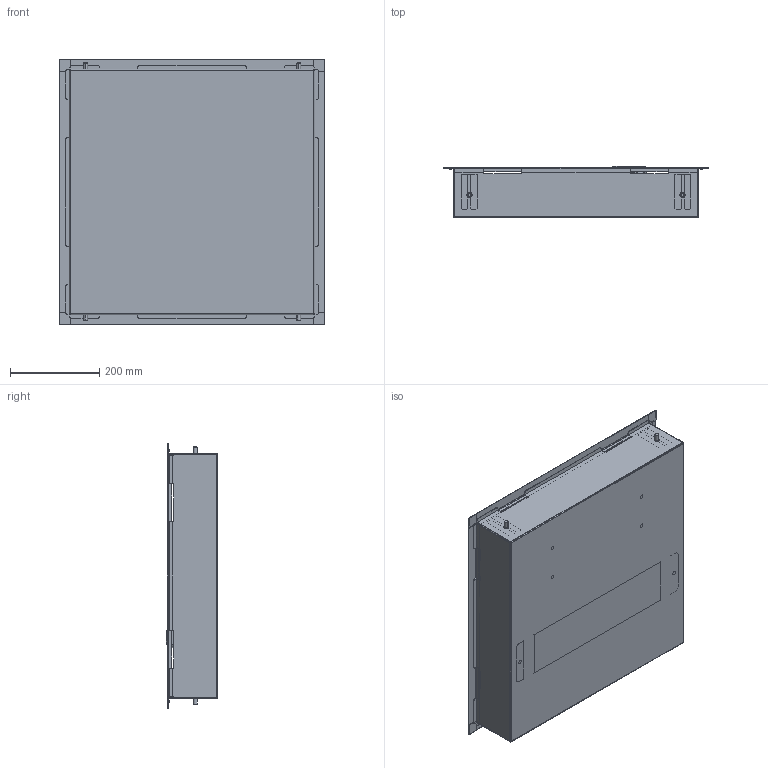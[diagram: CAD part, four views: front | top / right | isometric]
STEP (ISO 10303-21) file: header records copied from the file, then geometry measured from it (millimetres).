
FILE_DESCRIPTION (( 'STEP AP214' ), '1' );
FILE_NAME ('DCBF-DCEXXXX.STEP', '2022-10-05T11:30:10', ( '' ), ( '' ), 'SwSTEP 2.0', 'SolidWorks 2021', '' );
FILE_SCHEMA (( 'AUTOMOTIVE_DESIGN' ));
Length unit declared in the file: millimetre
Products named in the file (9): Energia FB; DCBF-DCEXXXX; 3427770056_BIM_defeature; 3260056708_defeature; 3420000348_defeature; 3420000197_BIM_defeature; 3427770081_BIM; Sontex 0739-130_1BIM; 3170050135_defeature
Assembly tree (9 placements, depth 4):
  DCBF-DCEXXXX
    3260056708_defeature
    Energia FB
      3427770056_BIM_defeature
      3170050135_defeature  x2
      3427770081_BIM
        3420000197_BIM_defeature
        Sontex 0739-130_1BIM
      3420000348_defeature
Bounding box: 594 x 114.84 x 594 mm (x, y, z)
Volume: 3401852.2 mm3; surface area: 1760847.2 mm2
Topology: 14 solids, 14 shells, 3755 faces, 9390 edges, 5608 vertices
Faces by surface type: plane 1146, cylinder 1061, bspline 689, torus 446, cone 303, sphere 110
Entity records: 177202 total; most frequent: CARTESIAN_POINT 54312, ORIENTED_EDGE 18432, DIRECTION 16614, EDGE_CURVE 9216, AXIS2_PLACEMENT_3D 6611, VERTEX_POINT 5575, EDGE_LOOP 3861, FACE_OUTER_BOUND 3737
